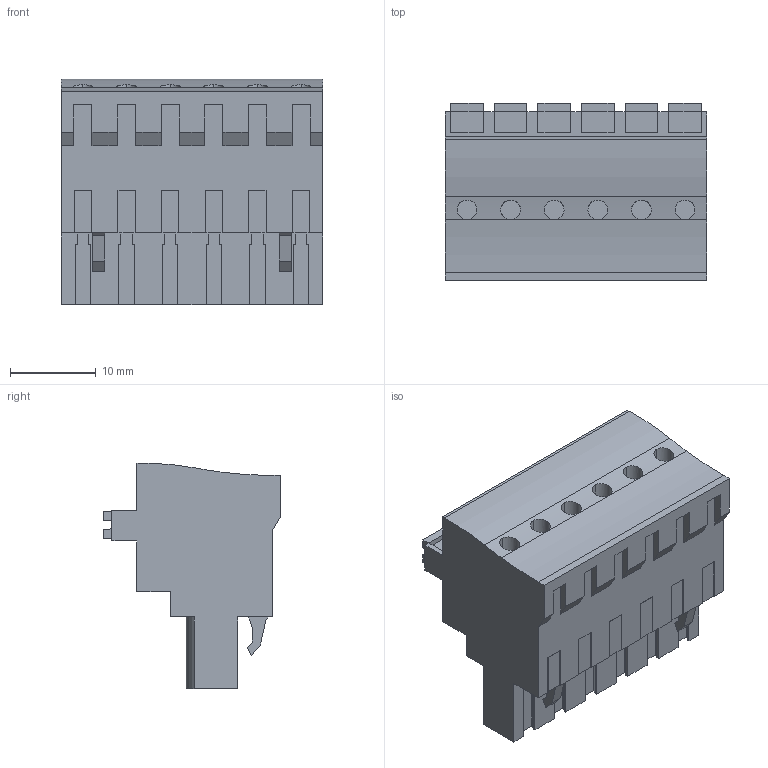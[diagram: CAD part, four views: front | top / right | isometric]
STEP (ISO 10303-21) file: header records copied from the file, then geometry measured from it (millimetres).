
FILE_DESCRIPTION(('CATIA V5 STEP Exchange','CAx-IF Rec.Pracs.--- Model Styling and Organization---1.2---2011-12-15'),'2;1');
FILE_NAME ('D1461157_0_1982740000_1982740000.stp','2017-10-30T15:06:55+00:00',('none'),('Weidmueller'),'CATIA Version 5-6 Release 2014','CATIA V5 STEP AP214','none');
FILE_SCHEMA(('AUTOMOTIVE_DESIGN { 1 0 10303 214 1 1 1 1 }'));
Length unit declared in the file: millimetre
Products named in the file (1): 1982740000
Bounding box: 30.48 x 20.64 x 26.24 mm (x, y, z)
Volume: 9007 mm3; surface area: 4750.8 mm2
Topology: 7 solids, 7 shells, 436 faces, 1207 edges, 811 vertices
Faces by surface type: plane 373, cylinder 63
Entity records: 12808 total; most frequent: ORIENTED_EDGE 2414, CARTESIAN_POINT 2365, DIRECTION 1695, EDGE_CURVE 1207, VECTOR 1081, LINE 1081, VERTEX_POINT 811, EDGE_LOOP 462
